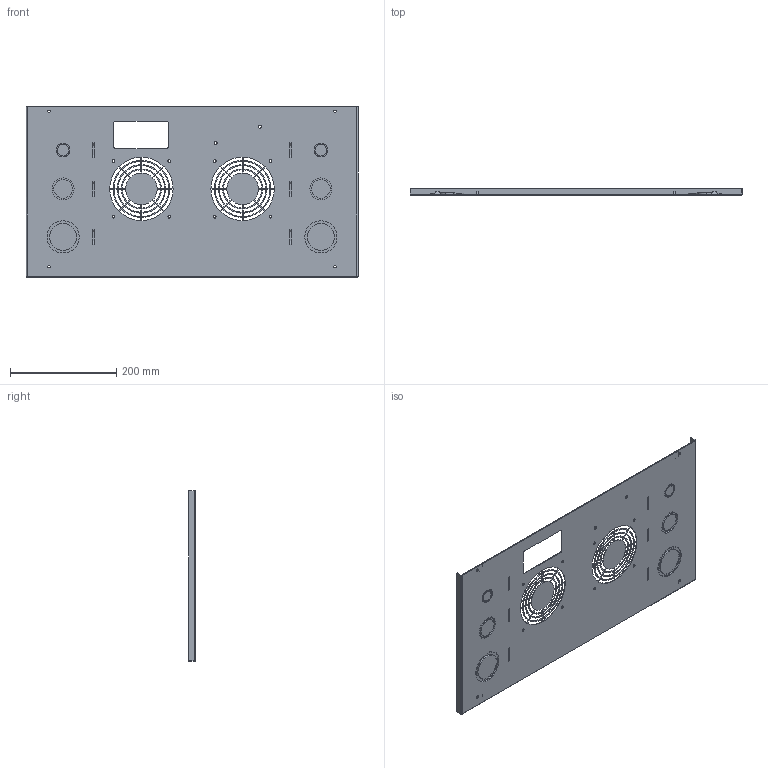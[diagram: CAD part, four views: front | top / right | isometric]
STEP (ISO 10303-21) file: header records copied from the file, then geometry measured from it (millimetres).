
FILE_DESCRIPTION (( 'STEP AP203' ), '1' );
FILE_NAME ('SDC6UCFP.step', '2020-11-11T21:57:15', ( 'ADC123' ), ( 'Microsoft' ), 'SwSTEP 2.0', 'SolidWorks 2019', '' );
FILE_SCHEMA (( 'CONFIG_CONTROL_DESIGN' ));
Length unit declared in the file: inch
Products named in the file (1): SDC6UCFP
Bounding box: 624.69 x 12.7 x 321.31 mm (x, y, z)
Volume: 292015.4 mm3; surface area: 413995.2 mm2
Topology: 5 solids, 5 shells, 532 faces, 1466 edges, 956 vertices
Faces by surface type: plane 328, cylinder 200, bspline 4
Full cylindrical faces by diameter (mm): 4.496 x4, 4.775 x8, 5.537 x2, 19.329 x2, 22.225 x2, 25.679 x2, 28.575 x2, 32.029 x2, 34.925 x2, 41.554 x2, 44.45 x2, 47.904 x2, 50.8 x2, 60.604 x2, 63.5 x2
Entity records: 17331 total; most frequent: CARTESIAN_POINT 3161, DIRECTION 2870, ORIENTED_EDGE 2856, EDGE_CURVE 1428, LINE 1028, VECTOR 1028, VERTEX_POINT 956, AXIS2_PLACEMENT_3D 921
